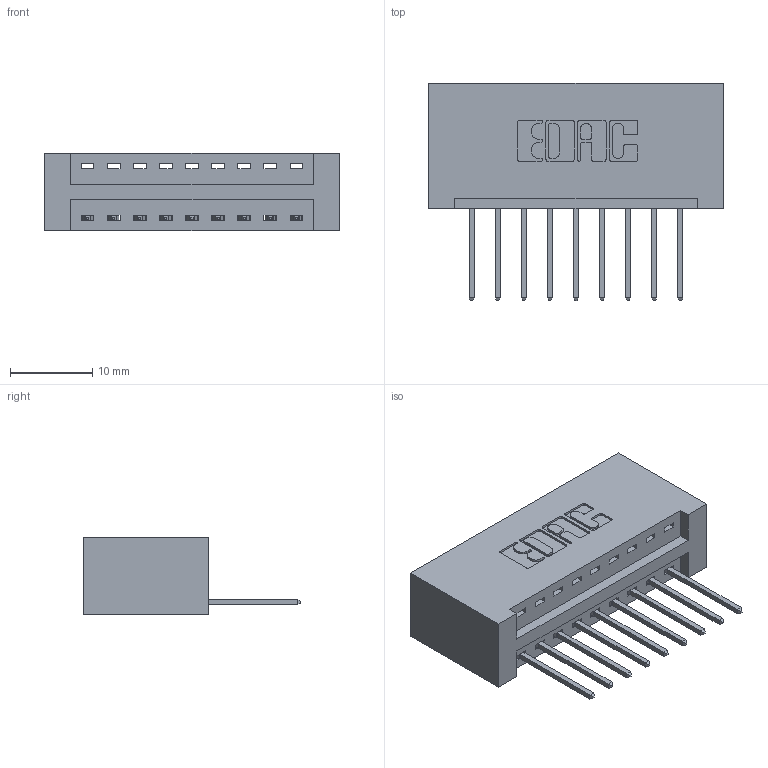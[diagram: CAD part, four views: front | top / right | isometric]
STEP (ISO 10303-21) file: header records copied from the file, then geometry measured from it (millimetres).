
FILE_DESCRIPTION (( 'STEP AP203' ), '1' );
FILE_NAME ('396-009-522-101.STEP', '2018-08-31T01:21:16', ( '' ), ( '' ), 'SwSTEP 2.0', 'SolidWorks 2016', '' );
FILE_SCHEMA (( 'CONFIG_CONTROL_DESIGN' ));
Length unit declared in the file: inch
Products named in the file (3): 346 Part_No Mounting Lugs; 345-292-001_345-293-122; 396-009-522-101
Assembly tree (10 placements, depth 2):
  396-009-522-101
    346 Part_No Mounting Lugs
    345-292-001_345-293-122  x9
Bounding box: 35.81 x 26.42 x 9.4 mm (x, y, z)
Volume: 3751.4 mm3; surface area: 4440.8 mm2
Topology: 10 solids, 10 shells, 636 faces, 1889 edges, 1246 vertices
Faces by surface type: plane 432, cylinder 204
Entity records: 9769 total; most frequent: CARTESIAN_POINT 1691, ORIENTED_EDGE 1634, DIRECTION 1527, EDGE_CURVE 817, VECTOR 657, LINE 657, VERTEX_POINT 542, AXIS2_PLACEMENT_3D 435
